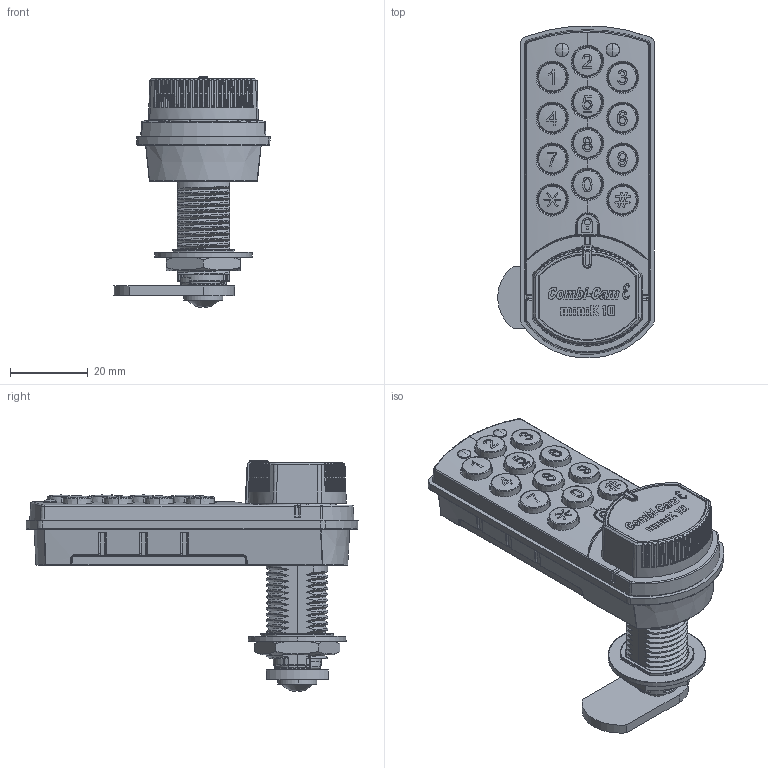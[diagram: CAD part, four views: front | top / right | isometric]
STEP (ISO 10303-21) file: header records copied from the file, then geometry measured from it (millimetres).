
FILE_DESCRIPTION (( 'STEP AP203' ), '1' );
FILE_NAME ('combicam e minik10 yüzey.STEP', '2018-03-03T09:51:48', ( '' ), ( '' ), 'SwSTEP 2.0', 'SolidWorks 2016', '' );
FILE_SCHEMA (( 'CONFIG_CONTROL_DESIGN' ));
Length unit declared in the file: millimetre
Products named in the file (20): m3 çakma plastik somunu; k10 silikon tu? takymy gsel_Varsay考an; sa? sol secici parça görsel; k10 pil kapa?y gsel_Varsay考an; 23 mm aks düz döner kilit dili görsel_DefaultSM-FLAT-PATTERN; combi cam kulp etiketli gsel_Varsay考an; k10 led y?yk ta?yyycy görsel; k10 軻r軻ve plasti?i gsel_Varsay考an; 16x1,5 mm pirinç montaj somunu_1; countersunk flat head cross recess screw_din_ISO 7046-1 - M2 x 5 - Z --- 5N; cross ph tapping 968_din_Screw DIN 968-ST4.2x9.5-C-H-N; pan head cross recess screw_din_ISO 7045 - M2 x 10 - Z --- 10N; k10  ön parça görsel yüzey-Yüzey Gövdeleri_1; 16x19 adaptör pul_1; k10 kulp yataklama zamak görsel_1; k10 kulp V3 çizgili görsel yüzey-Surface Bodies_1; combicam e minik10 yüzey; k10 alt parça görsel yüzey-Surface Bodies_1; k10 döner zamak görsel_1; fjm minik10 arka etiket gsel_Varsay考an
Assembly tree (23 placements, depth 2):
  combicam e minik10 yüzey
    k10 alt parça görsel yüzey-Surface Bodies_1
    k10  ön parça görsel yüzey-Yüzey Gövdeleri_1
    k10 kulp V3 çizgili görsel yüzey-Surface Bodies_1
    fjm minik10 arka etiket gsel_Varsay考an
    k10 silikon tu? takymy gsel_Varsay考an
    k10 pil kapa?y gsel_Varsay考an
    combi cam kulp etiketli gsel_Varsay考an
    k10 軻r軻ve plasti?i gsel_Varsay考an
    countersunk flat head cross recess screw_din_ISO 7046-1 - M2 x 5 - Z --- 5N
    pan head cross recess screw_din_ISO 7045 - M2 x 10 - Z --- 10N  x4
    k10 kulp yataklama zamak görsel_1
    k10 döner zamak görsel_1
    m3 çakma plastik somunu
    sa? sol secici parça görsel
    23 mm aks düz döner kilit dili görsel_DefaultSM-FLAT-PATTERN
    k10 led y?yk ta?yyycy görsel  x2
    16x1,5 mm pirinç montaj somunu_1
    cross ph tapping 968_din_Screw DIN 968-ST4.2x9.5-C-H-N
    16x19 adaptör pul_1
Bounding box: 40.08 x 85.16 x 59.2 mm (x, y, z)
Volume: 12727.8 mm3; surface area: 28373.2 mm2
Topology: 20 solids, 24 shells, 3538 faces, 9440 edges, 6123 vertices
Faces by surface type: plane 1528, bspline 1242, cylinder 473, cone 295
Entity records: 184488 total; most frequent: CARTESIAN_POINT 107311, ORIENTED_EDGE 18015, DIRECTION 11580, EDGE_CURVE 9111, VERTEX_POINT 5941, LINE 4496, VECTOR 4496, EDGE_LOOP 3653
